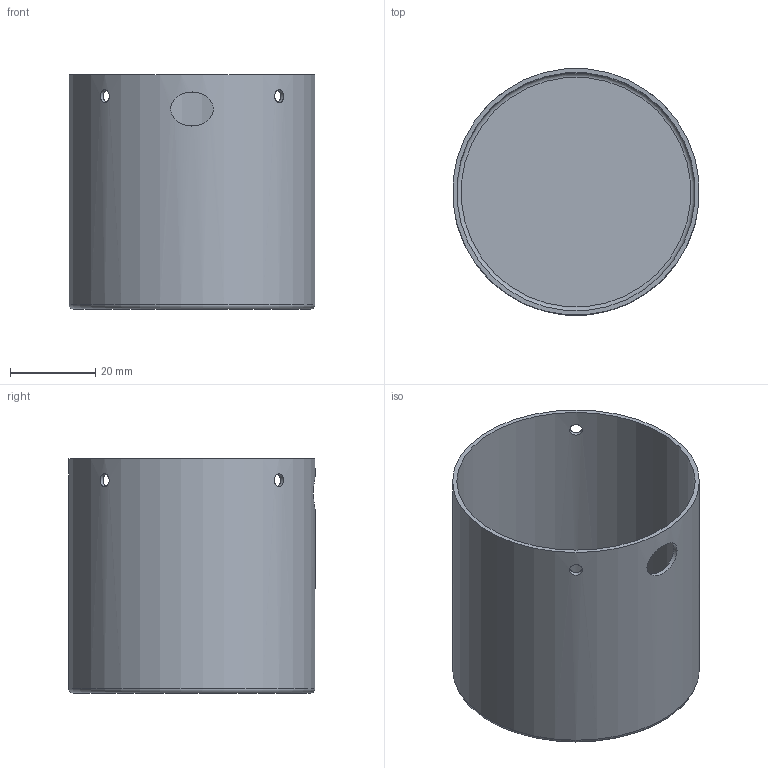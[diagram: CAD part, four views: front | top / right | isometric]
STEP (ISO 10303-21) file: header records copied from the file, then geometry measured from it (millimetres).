
FILE_DESCRIPTION(/* description */ (''),/* implementation_level */ '2;1');
FILE_NAME(/* name */ 'RSp_case v4.step',/* time_stamp */ '2023-01-13T18:05:37+01:00',/* author */ (''),/* organization */ (''),/* preprocessor_version */ 'ST-DEVELOPER v19.2',/* originating_system */ 'Autodesk Translation Framework v11.17.0.187',/* authorisation */ '');
FILE_SCHEMA (('AUTOMOTIVE_DESIGN { 1 0 10303 214 3 1 1 }'));
Length unit declared in the file: millimetre
Products named in the file (1): RSp_case
Bounding box: 57.78 x 57.89 x 55 mm (x, y, z)
Volume: 12219.2 mm3; surface area: 24535 mm2
Topology: 1 solids, 1 shells, 12 faces, 34 edges, 23 vertices
Faces by surface type: cylinder 6, plane 3, torus 2, bspline 1
Full cylindrical faces by diameter (mm): 3 x4, 56 x1, 58 x1
Entity records: 771 total; most frequent: CARTESIAN_POINT 424, ORIENTED_EDGE 68, DIRECTION 50, EDGE_CURVE 34, VERTEX_POINT 23, EDGE_LOOP 21, AXIS2_PLACEMENT_3D 21, B_SPLINE_CURVE_WITH_KNOTS 17
